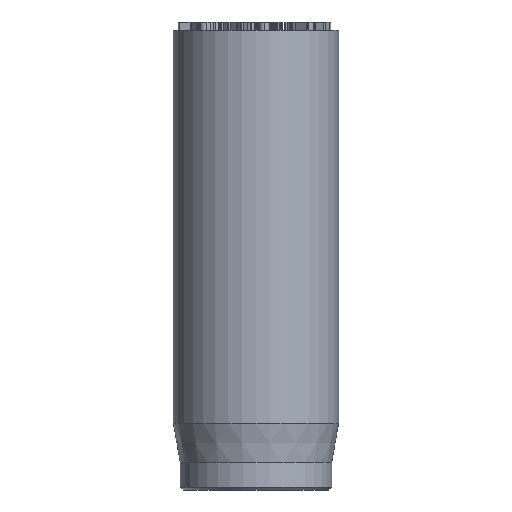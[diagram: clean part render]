
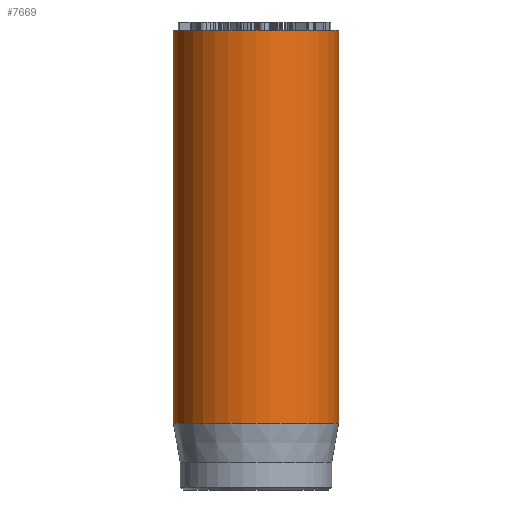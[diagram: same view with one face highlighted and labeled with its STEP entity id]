
A CAD part, front view. The second image highlights one B-rep face of the part: STEP entity #7669.
In plain terms, the highlighted cylindrical face has radius 3 mm (diameter 6 mm), a full revolution.
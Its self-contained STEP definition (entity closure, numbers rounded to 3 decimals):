
#32=CYLINDRICAL_SURFACE('',#7998,3.);
#44=CIRCLE('',#7967,3.);
#60=CIRCLE('',#7996,3.);
#61=CIRCLE('',#7997,3.);
#1060=FACE_OUTER_BOUND('',#1532,.T.);
#1532=EDGE_LOOP('',(#6944,#6945,#6946,#6947,#6948));
#2243=LINE('',#13891,#2962);
#2962=VECTOR('',#9211,3.);
#3683=VERTEX_POINT('',#13832);
#3699=VERTEX_POINT('',#13885);
#3700=VERTEX_POINT('',#13886);
#4762=EDGE_CURVE('',#3683,#3683,#44,.T.);
#4786=EDGE_CURVE('',#3699,#3700,#60,.T.);
#4787=EDGE_CURVE('',#3700,#3699,#61,.T.);
#4789=EDGE_CURVE('',#3683,#3699,#2243,.T.);
#6944=ORIENTED_EDGE('',*,*,#4762,.T.);
#6945=ORIENTED_EDGE('',*,*,#4789,.T.);
#6946=ORIENTED_EDGE('',*,*,#4786,.T.);
#6947=ORIENTED_EDGE('',*,*,#4787,.T.);
#6948=ORIENTED_EDGE('',*,*,#4789,.F.);
#7669=ADVANCED_FACE('',(#1060),#32,.T.);
#7967=AXIS2_PLACEMENT_3D('',#13833,#9138,#9139);
#7996=AXIS2_PLACEMENT_3D('',#13887,#9204,#9205);
#7997=AXIS2_PLACEMENT_3D('',#13888,#9206,#9207);
#7998=AXIS2_PLACEMENT_3D('',#13890,#9209,#9210);
#9138=DIRECTION('center_axis',(0.,0.,-1.));
#9139=DIRECTION('ref_axis',(-1.,0.,0.));
#9204=DIRECTION('center_axis',(0.,0.,1.));
#9205=DIRECTION('ref_axis',(-1.,0.,0.));
#9206=DIRECTION('center_axis',(0.,0.,1.));
#9207=DIRECTION('ref_axis',(-1.,0.,0.));
#9209=DIRECTION('center_axis',(0.,0.,1.));
#9210=DIRECTION('ref_axis',(-1.,0.,0.));
#9211=DIRECTION('',(0.,0.,-1.));
#13832=CARTESIAN_POINT('',(3.,0.,16.7));
#13833=CARTESIAN_POINT('Origin',(0.,0.,16.7));
#13885=CARTESIAN_POINT('',(3.,0.,2.418));
#13886=CARTESIAN_POINT('',(-3.,0.,2.418));
#13887=CARTESIAN_POINT('Origin',(0.,0.,2.418));
#13888=CARTESIAN_POINT('Origin',(0.,0.,2.418));
#13890=CARTESIAN_POINT('Origin',(0.,0.,0.));
#13891=CARTESIAN_POINT('',(3.,0.,0.));
